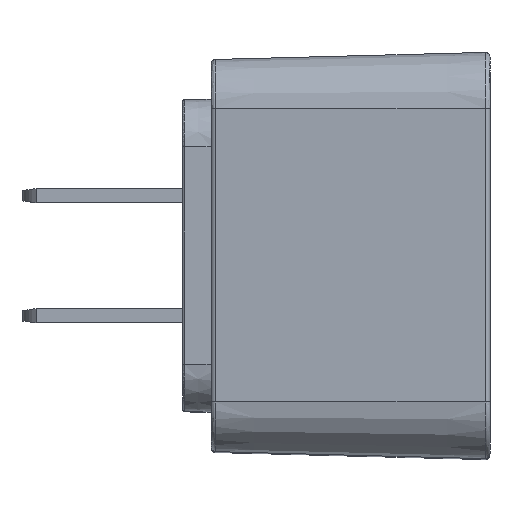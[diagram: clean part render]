
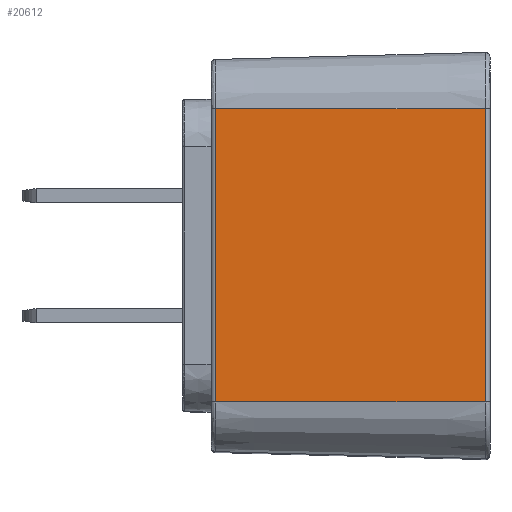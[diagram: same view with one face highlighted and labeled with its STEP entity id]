
A CAD part, top view. The second image highlights one B-rep face of the part: STEP entity #20612.
In plain terms, the highlighted face is planar.
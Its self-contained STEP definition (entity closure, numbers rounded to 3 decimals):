
#824 = ORIENTED_EDGE ( 'NONE', *, *, #25302, .F. ) ;
#3020 = VERTEX_POINT ( 'NONE', #6197 ) ;
#3844 = ORIENTED_EDGE ( 'NONE', *, *, #9893, .T. ) ;
#6197 = CARTESIAN_POINT ( 'NONE',  ( -34.237, 15.5, 28.987 ) ) ;
#6956 = DIRECTION ( 'NONE',  ( -0.026, 0., 1. ) ) ;
#8468 = ORIENTED_EDGE ( 'NONE', *, *, #38185, .T. ) ;
#8839 = VERTEX_POINT ( 'NONE', #39803 ) ;
#9271 = EDGE_CURVE ( 'NONE', #3020, #20194, #34827, .T. ) ;
#9629 = CARTESIAN_POINT ( 'NONE',  ( -33.49, 15.5, 0.487 ) ) ;
#9893 = EDGE_CURVE ( 'NONE', #8839, #18804, #31029, .T. ) ;
#10231 = CARTESIAN_POINT ( 'NONE',  ( -34.237, -15.5, 28.987 ) ) ;
#16216 = CARTESIAN_POINT ( 'NONE',  ( -33.49, -15.694, 0.487 ) ) ;
#16796 = VECTOR ( 'NONE', #35349, 1000. ) ;
#17542 = CARTESIAN_POINT ( 'NONE',  ( -34.237, 17.568, 28.987 ) ) ;
#18047 = FACE_OUTER_BOUND ( 'NONE', #31650, .T. ) ;
#18804 = VERTEX_POINT ( 'NONE', #10231 ) ;
#20064 = DIRECTION ( 'NONE',  ( -0.026, 0., 1. ) ) ;
#20194 = VERTEX_POINT ( 'NONE', #9629 ) ;
#20612 = ADVANCED_FACE ( 'NONE', ( #18047 ), #35268, .T. ) ;
#21595 = LINE ( 'NONE', #17542, #30526 ) ;
#22607 = VECTOR ( 'NONE', #20064, 1000. ) ;
#23103 = CARTESIAN_POINT ( 'NONE',  ( -34.25, -15.5, 29.5 ) ) ;
#23237 = LINE ( 'NONE', #16216, #16796 ) ;
#25302 = EDGE_CURVE ( 'NONE', #8839, #20194, #23237, .T. ) ;
#25983 = VECTOR ( 'NONE', #38829, 1000. ) ;
#27382 = ORIENTED_EDGE ( 'NONE', *, *, #9271, .T. ) ;
#29030 = DIRECTION ( 'NONE',  ( -1., 0., -0.026 ) ) ;
#29108 = CARTESIAN_POINT ( 'NONE',  ( -34.25, 15.5, 29.5 ) ) ;
#30526 = VECTOR ( 'NONE', #32926, 1000. ) ;
#31029 = LINE ( 'NONE', #23103, #22607 ) ;
#31650 = EDGE_LOOP ( 'NONE', ( #3844, #8468, #27382, #824 ) ) ;
#31806 = CARTESIAN_POINT ( 'NONE',  ( -34.25, 17.568, 29.5 ) ) ;
#32359 = AXIS2_PLACEMENT_3D ( 'NONE', #31806, #29030, #6956 ) ;
#32926 = DIRECTION ( 'NONE',  ( 0., 1., 0. ) ) ;
#34827 = LINE ( 'NONE', #29108, #25983 ) ;
#35268 = PLANE ( 'NONE',  #32359 ) ;
#35349 = DIRECTION ( 'NONE',  ( 0., 1., 0. ) ) ;
#38185 = EDGE_CURVE ( 'NONE', #18804, #3020, #21595, .T. ) ;
#38829 = DIRECTION ( 'NONE',  ( 0.026, 0., -1. ) ) ;
#39803 = CARTESIAN_POINT ( 'NONE',  ( -33.49, -15.5, 0.487 ) ) ;
